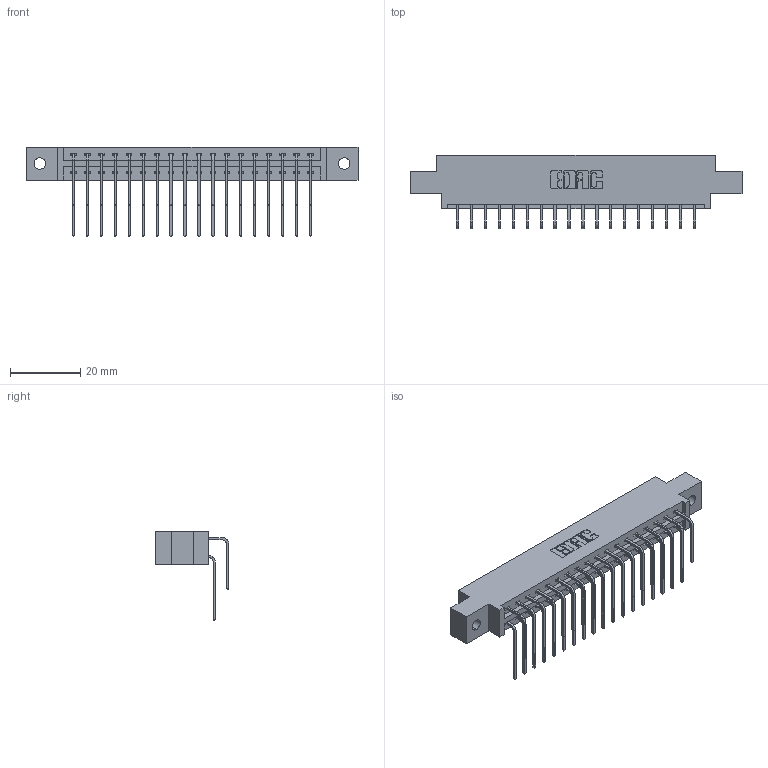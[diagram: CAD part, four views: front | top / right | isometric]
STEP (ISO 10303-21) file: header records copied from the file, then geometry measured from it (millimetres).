
FILE_DESCRIPTION (( 'STEP AP203' ), '1' );
FILE_NAME ('387-036-559-802.STEP', '2018-09-19T01:51:40', ( '' ), ( '' ), 'SwSTEP 2.0', 'SolidWorks 2016', '' );
FILE_SCHEMA (( 'CONFIG_CONTROL_DESIGN' ));
Length unit declared in the file: inch
Products named in the file (4): 345-292-001_558 559 Tail - 1; 345-292-001_559 Tail - 2; 387-036-559-802; 337 Part_0.170 Offset - 0.128 Dia
Assembly tree (37 placements, depth 2):
  387-036-559-802
    337 Part_0.170 Offset - 0.128 Dia
    345-292-001_558 559 Tail - 1  x18
    345-292-001_559 Tail - 2  x18
Bounding box: 94.34 x 20.9 x 25.53 mm (x, y, z)
Volume: 9675.9 mm3; surface area: 11583.3 mm2
Topology: 37 solids, 37 shells, 2134 faces, 6335 edges, 4174 vertices
Faces by surface type: plane 1514, cylinder 620
Entity records: 18979 total; most frequent: CARTESIAN_POINT 3265, ORIENTED_EDGE 3150, DIRECTION 2803, EDGE_CURVE 1575, VECTOR 1407, LINE 1407, VERTEX_POINT 1046, AXIS2_PLACEMENT_3D 698
